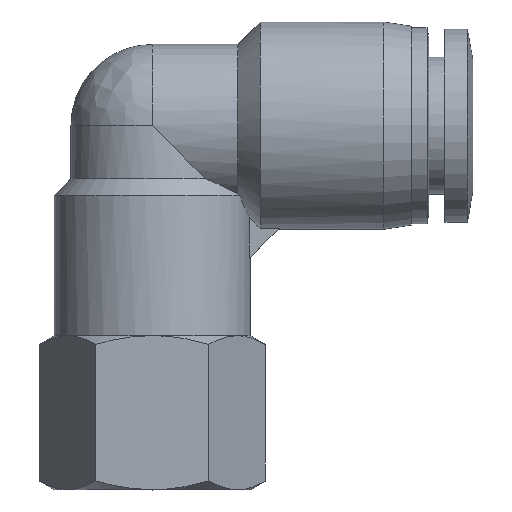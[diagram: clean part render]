
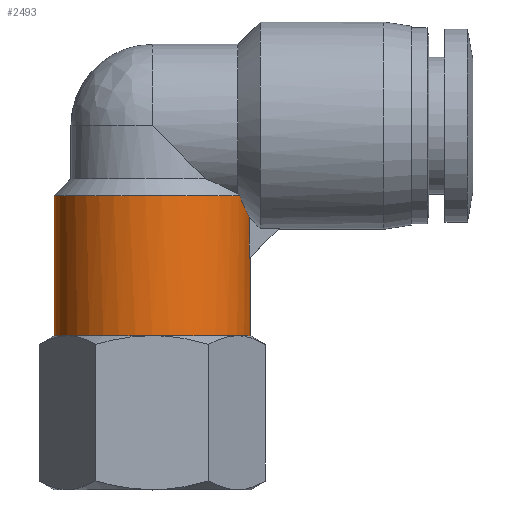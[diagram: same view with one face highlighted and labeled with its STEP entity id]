
A CAD part, top view. The second image highlights one B-rep face of the part: STEP entity #2493.
In plain terms, the highlighted cylindrical face has radius 7 mm (diameter 14 mm), a partial arc.
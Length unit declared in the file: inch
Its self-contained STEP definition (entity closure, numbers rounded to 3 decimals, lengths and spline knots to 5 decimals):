
#9 = DIRECTION ( 'NONE',  ( 1., 0., 0. ) ) ;
#10 = CARTESIAN_POINT ( 'NONE',  ( 0.24531, 0.3937, 0.12559 ) ) ;
#30 = CARTESIAN_POINT ( 'NONE',  ( 0.25099, 0.37989, 0.1145 ) ) ;
#39 = CARTESIAN_POINT ( 'NONE',  ( 0.25649, 0.36746, 0.10197 ) ) ;
#50 = CARTESIAN_POINT ( 'NONE',  ( 0.2662, 0.34624, 0.07296 ) ) ;
#56 = DIRECTION ( 'NONE',  ( 1., 0., 0. ) ) ;
#59 = ORIENTED_EDGE ( 'NONE', *, *, #1594, .T. ) ;
#63 = DIRECTION ( 'NONE',  ( 0., -1., 0. ) ) ;
#75 = CARTESIAN_POINT ( 'NONE',  ( 0., 0., 0. ) ) ;
#76 = CARTESIAN_POINT ( 'NONE',  ( 0.27276, 0.33259, 0.03937 ) ) ;
#193 = FACE_OUTER_BOUND ( 'NONE', #1340, .T. ) ;
#225 = VERTEX_POINT ( 'NONE', #542 ) ;
#230 = CARTESIAN_POINT ( 'NONE',  ( 0.27276, 0.33259, 0.03937 ) ) ;
#244 = EDGE_CURVE ( 'NONE', #1416, #1741, #1648, .T. ) ;
#254 = CARTESIAN_POINT ( 'NONE',  ( 0.23867, 0., 0.1378 ) ) ;
#321 = ORIENTED_EDGE ( 'NONE', *, *, #917, .F. ) ;
#374 = CARTESIAN_POINT ( 'NONE',  ( 0.27276, 0.21765, 0.03937 ) ) ;
#397 = EDGE_CURVE ( 'NONE', #1741, #1095, #1536, .T. ) ;
#459 = CARTESIAN_POINT ( 'NONE',  ( -0.27559, 0.19685, 0. ) ) ;
#481 = VECTOR ( 'NONE', #1032, 39.37008 ) ;
#509 = CARTESIAN_POINT ( 'NONE',  ( 0.27559, 0., 0. ) ) ;
#542 = CARTESIAN_POINT ( 'NONE',  ( -0.27559, 0., 0. ) ) ;
#572 = EDGE_CURVE ( 'NONE', #1095, #225, #2286, .T. ) ;
#603 = AXIS2_PLACEMENT_3D ( 'NONE', #1911, #2656, #2165 ) ;
#753 = VERTEX_POINT ( 'NONE', #76 ) ;
#839 = DIRECTION ( 'NONE',  ( 0., -1., 0. ) ) ;
#852 = CARTESIAN_POINT ( 'NONE',  ( 0., 0.3937, 0. ) ) ;
#917 = EDGE_CURVE ( 'NONE', #225, #1787, #2396, .T. ) ;
#1032 = DIRECTION ( 'NONE',  ( 0., 1., 0. ) ) ;
#1054 = CARTESIAN_POINT ( 'NONE',  ( 0.27276, 0.19685, 0.03937 ) ) ;
#1064 = DIRECTION ( 'NONE',  ( 0., 1., 0. ) ) ;
#1088 = CARTESIAN_POINT ( 'NONE',  ( 0.27559, 0.22047, 0. ) ) ;
#1095 = VERTEX_POINT ( 'NONE', #1963 ) ;
#1131 = CIRCLE ( 'NONE', #2010, 0.27559 ) ;
#1138 = DIRECTION ( 'NONE',  ( 0., -1., 0. ) ) ;
#1151 = CYLINDRICAL_SURFACE ( 'NONE', #603, 0.27559 ) ;
#1158 = AXIS2_PLACEMENT_3D ( 'NONE', #3001, #1524, #9 ) ;
#1291 = EDGE_CURVE ( 'NONE', #2753, #1787, #1131, .T. ) ;
#1304 = VERTEX_POINT ( 'NONE', #509 ) ;
#1340 = EDGE_LOOP ( 'NONE', ( #2630, #1794, #2401, #59, #1900, #2981, #321, #1977, #3186, #1627 ) ) ;
#1374 = DIRECTION ( 'NONE',  ( 1., 0., 0. ) ) ;
#1416 = VERTEX_POINT ( 'NONE', #254 ) ;
#1433 = DIRECTION ( 'NONE',  ( 0., -1., 0. ) ) ;
#1434 = EDGE_CURVE ( 'NONE', #753, #2753, #3169, .T. ) ;
#1448 = CARTESIAN_POINT ( 'NONE',  ( 0., 0., 0. ) ) ;
#1469 = VECTOR ( 'NONE', #2252, 39.37008 ) ;
#1524 = DIRECTION ( 'NONE',  ( 0., -1., 0. ) ) ;
#1536 = CIRCLE ( 'NONE', #2421, 0.27559 ) ;
#1594 = EDGE_CURVE ( 'NONE', #3065, #753, #2314, .T. ) ;
#1627 = ORIENTED_EDGE ( 'NONE', *, *, #244, .F. ) ;
#1632 = CARTESIAN_POINT ( 'NONE',  ( 0., 0., 0. ) ) ;
#1648 = CIRCLE ( 'NONE', #3151, 0.27559 ) ;
#1703 = CARTESIAN_POINT ( 'NONE',  ( 0.27276, 0.21765, 0.03937 ) ) ;
#1741 = VERTEX_POINT ( 'NONE', #2655 ) ;
#1756 = CARTESIAN_POINT ( 'NONE',  ( 0.24531, 0.3937, 0.12559 ) ) ;
#1763 = EDGE_CURVE ( 'NONE', #2988, #3065, #1973, .T. ) ;
#1787 = VERTEX_POINT ( 'NONE', #2817 ) ;
#1794 = ORIENTED_EDGE ( 'NONE', *, *, #1922, .T. ) ;
#1900 = ORIENTED_EDGE ( 'NONE', *, *, #1434, .T. ) ;
#1910 = DIRECTION ( 'NONE',  ( 1., 0., 0. ) ) ;
#1911 = CARTESIAN_POINT ( 'NONE',  ( 0., 0.19685, 0. ) ) ;
#1917 = CARTESIAN_POINT ( 'NONE',  ( 0.27465, 0.21953, 0.02633 ) ) ;
#1922 = EDGE_CURVE ( 'NONE', #1304, #2988, #2108, .T. ) ;
#1944 = CARTESIAN_POINT ( 'NONE',  ( 0.27559, 0.22047, 0. ) ) ;
#1963 = CARTESIAN_POINT ( 'NONE',  ( -0.23867, 0., 0.1378 ) ) ;
#1973 =( BOUNDED_CURVE ( )  B_SPLINE_CURVE ( 3, ( #1944, #2407, #1917, #1703 ),
 .UNSPECIFIED., .F., .T. ) 
 B_SPLINE_CURVE_WITH_KNOTS ( ( 4, 4 ),
 ( 0., 0.14335 ),
 .UNSPECIFIED. ) 
 CURVE ( )  GEOMETRIC_REPRESENTATION_ITEM ( )  RATIONAL_B_SPLINE_CURVE ( ( 1., 0.998, 0.998, 1. ) ) 
 REPRESENTATION_ITEM ( '' )  );
#1977 = ORIENTED_EDGE ( 'NONE', *, *, #572, .F. ) ;
#2010 = AXIS2_PLACEMENT_3D ( 'NONE', #852, #839, #2745 ) ;
#2077 = EDGE_CURVE ( 'NONE', #1304, #1416, #3201, .T. ) ;
#2108 = LINE ( 'NONE', #2501, #1469 ) ;
#2125 = AXIS2_PLACEMENT_3D ( 'NONE', #1448, #1433, #1374 ) ;
#2165 = DIRECTION ( 'NONE',  ( -1., 0., 0. ) ) ;
#2232 = VECTOR ( 'NONE', #1064, 39.37008 ) ;
#2252 = DIRECTION ( 'NONE',  ( 0., 1., 0. ) ) ;
#2286 = CIRCLE ( 'NONE', #2125, 0.27559 ) ;
#2314 = LINE ( 'NONE', #1054, #2232 ) ;
#2396 = LINE ( 'NONE', #459, #481 ) ;
#2401 = ORIENTED_EDGE ( 'NONE', *, *, #1763, .T. ) ;
#2407 = CARTESIAN_POINT ( 'NONE',  ( 0.27559, 0.22047, 0.01318 ) ) ;
#2421 = AXIS2_PLACEMENT_3D ( 'NONE', #1632, #1138, #1910 ) ;
#2493 = ADVANCED_FACE ( 'NONE', ( #193 ), #1151, .T. ) ;
#2501 = CARTESIAN_POINT ( 'NONE',  ( 0.27559, 0.19685, 0. ) ) ;
#2630 = ORIENTED_EDGE ( 'NONE', *, *, #2077, .F. ) ;
#2640 = CARTESIAN_POINT ( 'NONE',  ( 0.2702, 0.33788, 0.05711 ) ) ;
#2655 = CARTESIAN_POINT ( 'NONE',  ( 0., 0., 0.27559 ) ) ;
#2656 = DIRECTION ( 'NONE',  ( 0., 1., 0. ) ) ;
#2745 = DIRECTION ( 'NONE',  ( -1., 0., 0. ) ) ;
#2753 = VERTEX_POINT ( 'NONE', #1756 ) ;
#2817 = CARTESIAN_POINT ( 'NONE',  ( -0.27559, 0.3937, 0. ) ) ;
#2981 = ORIENTED_EDGE ( 'NONE', *, *, #1291, .T. ) ;
#2988 = VERTEX_POINT ( 'NONE', #1088 ) ;
#3001 = CARTESIAN_POINT ( 'NONE',  ( 0., 0., 0. ) ) ;
#3065 = VERTEX_POINT ( 'NONE', #374 ) ;
#3151 = AXIS2_PLACEMENT_3D ( 'NONE', #75, #63, #56 ) ;
#3169 = B_SPLINE_CURVE_WITH_KNOTS ( 'NONE', 3,
 ( #230, #2640, #50, #39, #30, #10 ),
 .UNSPECIFIED., .F., .F.,
 ( 4, 2, 4 ),
 ( 0., 0.0014, 0.0028 ),
 .UNSPECIFIED. ) ;
#3186 = ORIENTED_EDGE ( 'NONE', *, *, #397, .F. ) ;
#3201 = CIRCLE ( 'NONE', #1158, 0.27559 ) ;
